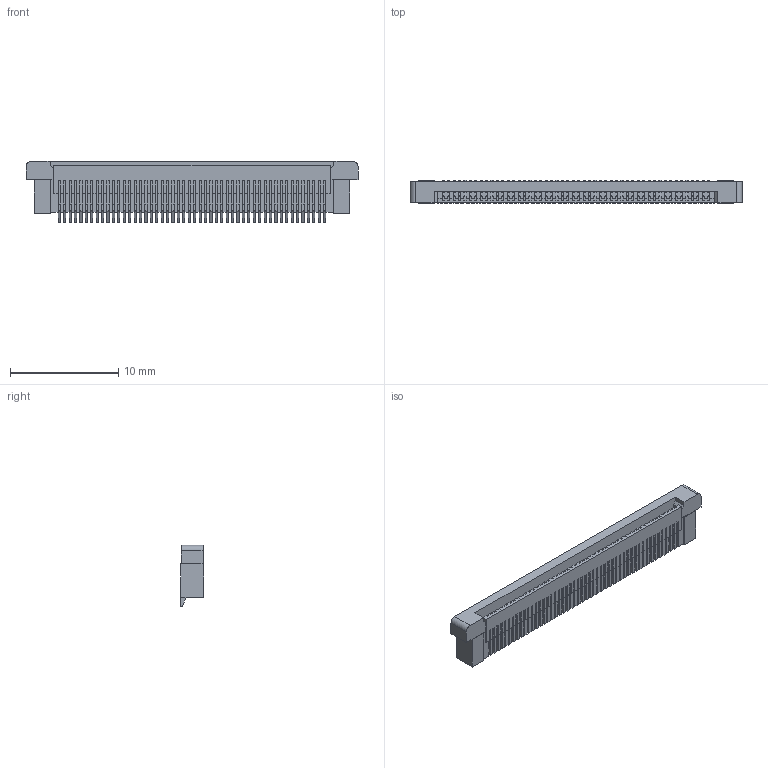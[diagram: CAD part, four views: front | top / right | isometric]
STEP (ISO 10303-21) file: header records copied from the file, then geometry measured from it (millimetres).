
FILE_DESCRIPTION(/* description */ ('STEP AP214'),/* implementation_level */ '2;1');
FILE_NAME(/* name */ 'ZF5S-50-02-T-WT-TR',/* time_stamp */ '2024-01-12T04:33:20+01:00',/* author */ ('License CC BY-ND 4.0'),/* organization */ ('CADENAS'),/* preprocessor_version */ 'ST-DEVELOPER v19.3',/* originating_system */ 'PARTsolutions',/* authorisation */ ' ');
FILE_SCHEMA (('AUTOMOTIVE_DESIGN {1 0 10303 214 3 1 1}'));
Length unit declared in the file: millimetre
Products named in the file (3): ZF5S-50-02-T-WT-TR; C-297-50-02_pins; ZF5S-50-02-WT_socket
Assembly tree (2 placements, depth 2):
  ZF5S-50-02-T-WT-TR
    C-297-50-02_pins
    ZF5S-50-02-WT_socket
Bounding box: 30.65 x 2.14 x 5.67 mm (x, y, z)
Volume: 262.6 mm3; surface area: 1289.9 mm2
Topology: 2 solids, 2 shells, 1603 faces, 4787 edges, 3188 vertices
Faces by surface type: plane 1451, cylinder 152
Entity records: 53101 total; most frequent: CARTESIAN_POINT 9581, ORIENTED_EDGE 9574, DIRECTION 8303, EDGE_CURVE 4787, LINE 4483, VECTOR 4483, VERTEX_POINT 3188, AXIS2_PLACEMENT_3D 1910
